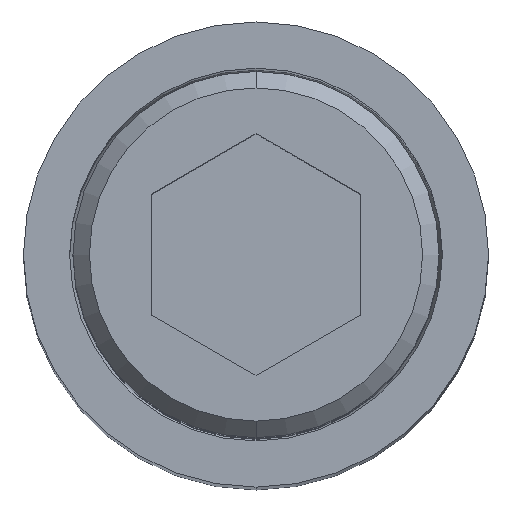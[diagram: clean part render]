
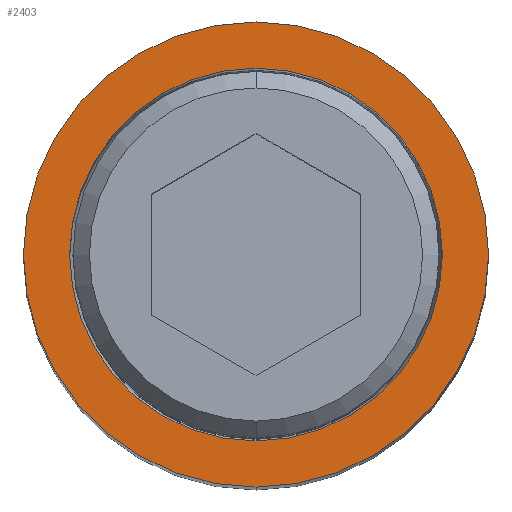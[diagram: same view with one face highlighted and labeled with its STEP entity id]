
A CAD part, top view. The second image highlights one B-rep face of the part: STEP entity #2403.
In plain terms, the highlighted face is planar.
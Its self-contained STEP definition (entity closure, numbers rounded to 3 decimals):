
#1804=CARTESIAN_POINT('',(0.,0.,-124.));
#1805=DIRECTION('',(0.,0.,-1.));
#1806=DIRECTION('',(0.,1.,0.));
#1807=AXIS2_PLACEMENT_3D('',#1804,#1805,#1806);
#1826=CARTESIAN_POINT('',(0.,0.,-124.));
#1827=DIRECTION('',(0.,0.,1.));
#1828=DIRECTION('',(0.,1.,0.));
#1829=AXIS2_PLACEMENT_3D('',#1826,#1827,#1828);
#2080=CARTESIAN_POINT('',(0.,0.,-124.));
#2081=DIRECTION('',(0.,0.,1.));
#2082=DIRECTION('',(0.,1.,0.));
#2083=AXIS2_PLACEMENT_3D('',#2080,#2081,#2082);
#2088=CARTESIAN_POINT('',(0.,0.,-124.));
#2089=DIRECTION('',(0.,0.,-1.));
#2090=DIRECTION('',(0.,1.,0.));
#2091=AXIS2_PLACEMENT_3D('',#2088,#2089,#2090);
#2100=CARTESIAN_POINT('',(0.,5.65,-124.));
#2101=VERTEX_POINT('',#2100);
#2106=CARTESIAN_POINT('',(0.,-5.65,-124.));
#2107=VERTEX_POINT('',#2106);
#2108=CARTESIAN_POINT('',(0.,7.05,-124.));
#2110=VERTEX_POINT('',#2108);
#2122=CARTESIAN_POINT('',(0.,-7.05,-124.));
#2124=VERTEX_POINT('',#2122);
#2390=CARTESIAN_POINT('',(0.,0.,-124.));
#2391=DIRECTION('',(0.,0.,-1.));
#2392=DIRECTION('',(0.,-1.,0.));
#2393=AXIS2_PLACEMENT_3D('',#2390,#2391,#2392);
#2394=PLANE('',#2393);
#2395=ORIENTED_EDGE('',*,*,#2143,.F.);
#2396=ORIENTED_EDGE('',*,*,#2161,.T.);
#2397=EDGE_LOOP('',(#2395,#2396));
#2398=FACE_OUTER_BOUND('',#2397,.F.);
#2399=ORIENTED_EDGE('',*,*,#2383,.F.);
#2400=ORIENTED_EDGE('',*,*,#2372,.T.);
#2401=EDGE_LOOP('',(#2399,#2400));
#2402=FACE_BOUND('',#2401,.F.);
#2403=ADVANCED_FACE('',(#2398,#2402),#2394,.T.);
#1808=CIRCLE('',#1807,7.05);
#1830=CIRCLE('',#1829,7.05);
#2084=CIRCLE('',#2083,5.65);
#2092=CIRCLE('',#2091,5.65);
#2143=EDGE_CURVE('',#2110,#2124,#1808,.T.);
#2161=EDGE_CURVE('',#2110,#2124,#1830,.T.);
#2372=EDGE_CURVE('',#2101,#2107,#2092,.T.);
#2383=EDGE_CURVE('',#2101,#2107,#2084,.T.);
